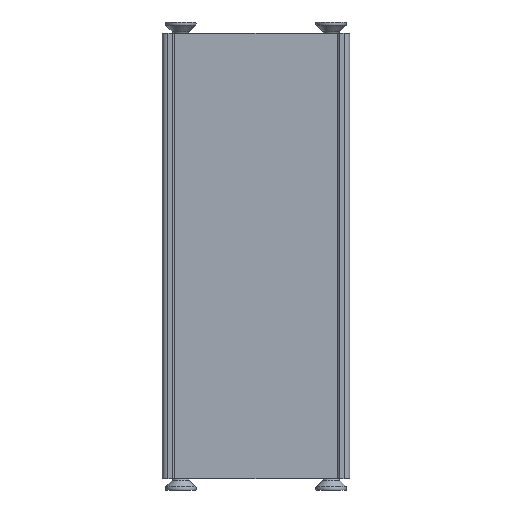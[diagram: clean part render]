
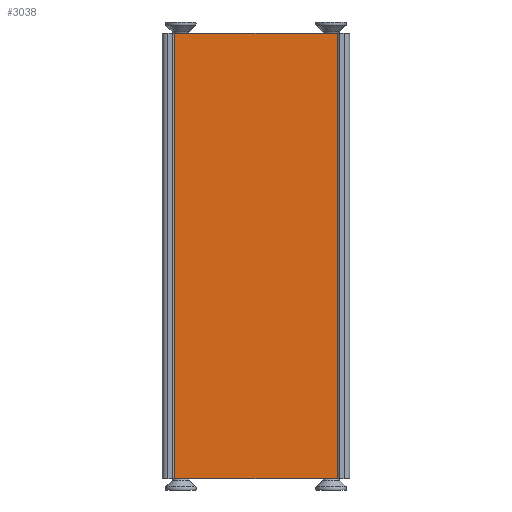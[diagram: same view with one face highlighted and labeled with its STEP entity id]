
A CAD part, front view. The second image highlights one B-rep face of the part: STEP entity #3038.
In plain terms, the highlighted planar face has unit normal (0, -1, 0).
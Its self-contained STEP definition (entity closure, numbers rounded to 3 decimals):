
#203=PLANE('',#3364);
#314=FACE_OUTER_BOUND('',#468,.T.);
#468=EDGE_LOOP('',(#2480,#2481,#2482,#2483));
#532=LINE('',#4236,#775);
#632=LINE('',#4647,#875);
#729=LINE('',#4829,#972);
#731=LINE('',#4832,#974);
#775=VECTOR('',#3445,29.1);
#875=VECTOR('',#3763,29.1);
#972=VECTOR('',#4024,80.);
#974=VECTOR('',#4028,80.);
#1143=VERTEX_POINT('',#4233);
#1144=VERTEX_POINT('',#4235);
#1345=VERTEX_POINT('',#4644);
#1346=VERTEX_POINT('',#4646);
#1436=EDGE_CURVE('',#1144,#1143,#532,.T.);
#1642=EDGE_CURVE('',#1346,#1345,#632,.T.);
#1741=EDGE_CURVE('',#1144,#1345,#729,.T.);
#1743=EDGE_CURVE('',#1346,#1143,#731,.T.);
#2480=ORIENTED_EDGE('',*,*,#1741,.F.);
#2481=ORIENTED_EDGE('',*,*,#1436,.T.);
#2482=ORIENTED_EDGE('',*,*,#1743,.F.);
#2483=ORIENTED_EDGE('',*,*,#1642,.T.);
#3038=ADVANCED_FACE('',(#314),#203,.T.);
#3364=AXIS2_PLACEMENT_3D('',#4852,#4064,#4065);
#3445=DIRECTION('',(-1.,0.,0.));
#3763=DIRECTION('',(1.,0.,0.));
#4024=DIRECTION('',(0.,0.,-1.));
#4028=DIRECTION('',(0.,0.,1.));
#4064=DIRECTION('center_axis',(0.,-1.,0.));
#4065=DIRECTION('ref_axis',(0.,0.,-1.));
#4233=CARTESIAN_POINT('',(-14.55,-11.2,40.));
#4235=CARTESIAN_POINT('',(14.55,-11.2,40.));
#4236=CARTESIAN_POINT('',(14.55,-11.2,40.));
#4644=CARTESIAN_POINT('',(14.55,-11.2,-40.));
#4646=CARTESIAN_POINT('',(-14.55,-11.2,-40.));
#4647=CARTESIAN_POINT('',(-14.55,-11.2,-40.));
#4829=CARTESIAN_POINT('',(14.55,-11.2,40.));
#4832=CARTESIAN_POINT('',(-14.55,-11.2,-40.));
#4852=CARTESIAN_POINT('Origin',(-14.65,-11.2,0.));
